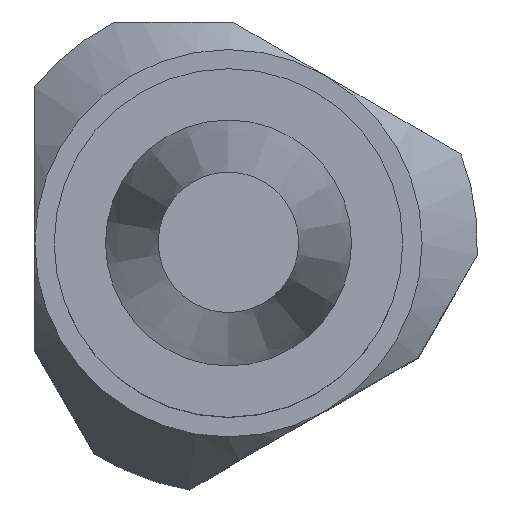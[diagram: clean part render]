
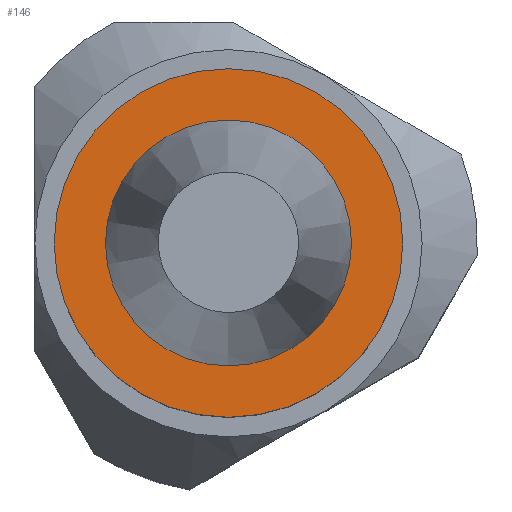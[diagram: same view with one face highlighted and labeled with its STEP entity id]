
A CAD part, top view. The second image highlights one B-rep face of the part: STEP entity #146.
In plain terms, the highlighted planar face has unit normal (0, 0, 1).
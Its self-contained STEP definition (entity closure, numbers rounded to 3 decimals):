
#146=ADVANCED_FACE('Unnamed[1]',(#436,#437),#438,.T.);
#152=EDGE_CURVE('Unnamed[1]',#448,#448,#449,.T.);
#331=EDGE_CURVE('Unnamed[1]',#703,#703,#704,.T.);
#436=FACE_BOUND('',#818,.T.);
#437=FACE_OUTER_BOUND('',#819,.T.);
#438=PLANE('',#820);
#448=VERTEX_POINT('',#843);
#449=CIRCLE('',#844,22.225);
#703=VERTEX_POINT('',#1261);
#704=CIRCLE('',#1262,31.5);
#818=EDGE_LOOP('',(#1429));
#819=EDGE_LOOP('',(#1430));
#820=AXIS2_PLACEMENT_3D('',#1431,#1432,#1433);
#843=CARTESIAN_POINT('',(0.,22.225,-1.));
#844=AXIS2_PLACEMENT_3D('',#1435,#1436,#1437);
#1261=CARTESIAN_POINT('',(0.,31.5,-1.));
#1262=AXIS2_PLACEMENT_3D('',#1697,#1698,#1699);
#1429=ORIENTED_EDGE('',*,*,#152,.F.);
#1430=ORIENTED_EDGE('',*,*,#331,.T.);
#1431=CARTESIAN_POINT('',(0.,26.863,-1.));
#1432=DIRECTION('',(0.,0.,1.0));
#1433=DIRECTION('',(0.,1.0,0.));
#1435=CARTESIAN_POINT('',(0.,0.,-1.));
#1436=DIRECTION('',(0.,0.,1.0));
#1437=DIRECTION('',(0.,1.0,0.));
#1697=CARTESIAN_POINT('',(0.,0.,-1.));
#1698=DIRECTION('',(0.,0.,1.0));
#1699=DIRECTION('',(0.,1.0,0.));
